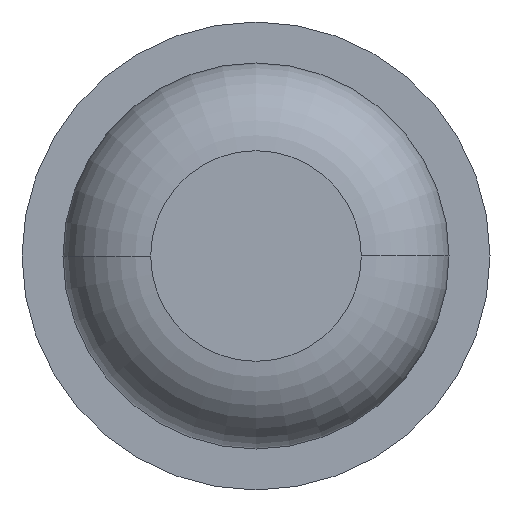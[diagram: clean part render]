
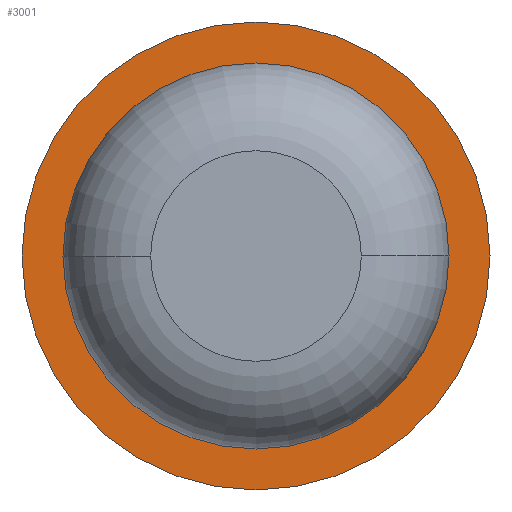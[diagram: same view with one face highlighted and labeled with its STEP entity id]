
A CAD part, front view. The second image highlights one B-rep face of the part: STEP entity #3001.
In plain terms, the highlighted planar face has unit normal (0, -1, 0).
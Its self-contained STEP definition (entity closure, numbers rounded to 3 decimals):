
#146 = EDGE_CURVE ( 'Defeature ausgef�hrt1_6+Defeature ausgef�hrt1_5+Defeature ausgef�hrt1_5+Defeature ausgef�hrt1_5', #3784, #1659, #296, .T. ) ;
#296 = CIRCLE ( 'NONE', #1445, 1. ) ;
#406 = VERTEX_POINT ( 'NONE', #4634 ) ;
#643 = CIRCLE ( 'NONE', #1376, 0.825 ) ;
#778 = FACE_OUTER_BOUND ( 'NONE', #3739, .T. ) ;
#1016 = DIRECTION ( 'NONE',  ( 0., 1., 0. ) ) ;
#1233 = CARTESIAN_POINT ( 'NONE',  ( -1., -5., 0. ) ) ;
#1264 = CIRCLE ( 'NONE', #2474, 0.825 ) ;
#1376 = AXIS2_PLACEMENT_3D ( 'NONE', #4559, #4112, #1737 ) ;
#1445 = AXIS2_PLACEMENT_3D ( 'NONE', #4646, #1929, #2317 ) ;
#1450 = AXIS2_PLACEMENT_3D ( 'NONE', #2189, #1016, #1866 ) ;
#1468 = ORIENTED_EDGE ( 'NONE', *, *, #3969, .F. ) ;
#1480 = AXIS2_PLACEMENT_3D ( 'NONE', #2830, #3256, #2081 ) ;
#1571 = FACE_BOUND ( 'NONE', #3895, .T. ) ;
#1659 = VERTEX_POINT ( 'NONE', #2896 ) ;
#1737 = DIRECTION ( 'NONE',  ( -1., 0., 0. ) ) ;
#1810 = CARTESIAN_POINT ( 'NONE',  ( 0., -5., 0. ) ) ;
#1827 = DIRECTION ( 'NONE',  ( -1., 0., 0. ) ) ;
#1866 = DIRECTION ( 'NONE',  ( -1., 0., 0. ) ) ;
#1929 = DIRECTION ( 'NONE',  ( 0., 1., 0. ) ) ;
#2081 = DIRECTION ( 'NONE',  ( -1., 0., 0. ) ) ;
#2146 = CARTESIAN_POINT ( 'NONE',  ( 0.825, -5., 0. ) ) ;
#2189 = CARTESIAN_POINT ( 'NONE',  ( 0., -5., 0. ) ) ;
#2200 = DIRECTION ( 'NONE',  ( 0., 1., 0. ) ) ;
#2317 = DIRECTION ( 'NONE',  ( -1., 0., 0. ) ) ;
#2474 = AXIS2_PLACEMENT_3D ( 'NONE', #1810, #2200, #1827 ) ;
#2497 = CIRCLE ( 'NONE', #1450, 1. ) ;
#2552 = ORIENTED_EDGE ( 'NONE', *, *, #2721, .T. ) ;
#2721 = EDGE_CURVE ( 'Defeature ausgef�hrt1_5+Defeature ausgef�hrt1_0+Defeature ausgef�hrt1_0+Defeature ausgef�hrt1_0', #406, #5082, #1264, .T. ) ;
#2830 = CARTESIAN_POINT ( 'NONE',  ( 0.825, -5., 0. ) ) ;
#2896 = CARTESIAN_POINT ( 'NONE',  ( 1., -5., 0. ) ) ;
#3001 = ADVANCED_FACE ( 'Defeature ausgef�hrt1_5', ( #778, #1571 ), #4059, .F. ) ;
#3182 = EDGE_CURVE ( 'Defeature ausgef�hrt1_5+Defeature ausgef�hrt1_0+Defeature ausgef�hrt1_0+Defeature ausgef�hrt1_0', #5082, #406, #643, .T. ) ;
#3256 = DIRECTION ( 'NONE',  ( 0., 1., 0. ) ) ;
#3739 = EDGE_LOOP ( 'NONE', ( #4477, #1468 ) ) ;
#3784 = VERTEX_POINT ( 'NONE', #1233 ) ;
#3895 = EDGE_LOOP ( 'NONE', ( #2552, #4984 ) ) ;
#3969 = EDGE_CURVE ( 'Defeature ausgef�hrt1_6+Defeature ausgef�hrt1_5+Defeature ausgef�hrt1_5+Defeature ausgef�hrt1_5', #1659, #3784, #2497, .T. ) ;
#4059 = PLANE ( 'NONE',  #1480 ) ;
#4112 = DIRECTION ( 'NONE',  ( 0., 1., 0. ) ) ;
#4477 = ORIENTED_EDGE ( 'NONE', *, *, #146, .F. ) ;
#4559 = CARTESIAN_POINT ( 'NONE',  ( 0., -5., 0. ) ) ;
#4634 = CARTESIAN_POINT ( 'NONE',  ( -0.825, -5., 0. ) ) ;
#4646 = CARTESIAN_POINT ( 'NONE',  ( 0., -5., 0. ) ) ;
#4984 = ORIENTED_EDGE ( 'NONE', *, *, #3182, .T. ) ;
#5082 = VERTEX_POINT ( 'NONE', #2146 ) ;
